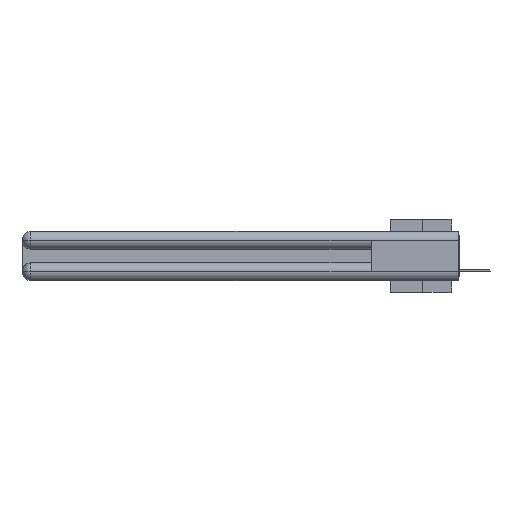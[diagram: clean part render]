
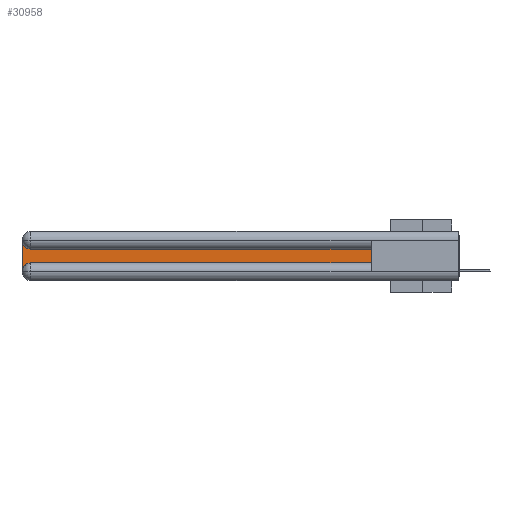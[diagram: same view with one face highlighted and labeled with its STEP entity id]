
A CAD part, left-side view. The second image highlights one B-rep face of the part: STEP entity #30958.
In plain terms, the highlighted planar face has unit normal (-1, 0, 0).
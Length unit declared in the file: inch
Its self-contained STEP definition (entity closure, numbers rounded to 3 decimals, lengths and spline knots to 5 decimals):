
#788 = PLANE ( 'NONE',  #24415 ) ;
#953 = VERTEX_POINT ( 'NONE', #30649 ) ;
#2047 = EDGE_CURVE ( 'NONE', #13904, #21266, #26356, .T. ) ;
#3300 = DIRECTION ( 'NONE',  ( 0., -1., 0. ) ) ;
#3797 = DIRECTION ( 'NONE',  ( 1., 0., 0. ) ) ;
#3989 = FACE_OUTER_BOUND ( 'NONE', #14834, .T. ) ;
#5265 = CARTESIAN_POINT ( 'NONE',  ( 0.075, 3., -0.2175 ) ) ;
#5662 = EDGE_CURVE ( 'NONE', #21266, #16925, #25290, .T. ) ;
#8357 = DIRECTION ( 'NONE',  ( 0., 1., 0. ) ) ;
#10924 = ORIENTED_EDGE ( 'NONE', *, *, #2047, .T. ) ;
#12420 = CIRCLE ( 'NONE', #31054, 0.06 ) ;
#13136 = VERTEX_POINT ( 'NONE', #20965 ) ;
#13904 = VERTEX_POINT ( 'NONE', #19000 ) ;
#14834 = EDGE_LOOP ( 'NONE', ( #20544, #24574, #36349, #30029, #36883, #10924 ) ) ;
#15649 = CARTESIAN_POINT ( 'NONE',  ( 0.075, 2.94, -0.1225 ) ) ;
#15706 = EDGE_CURVE ( 'NONE', #13136, #13904, #31373, .T. ) ;
#16088 = VERTEX_POINT ( 'NONE', #33620 ) ;
#16925 = VERTEX_POINT ( 'NONE', #15649 ) ;
#17772 = CARTESIAN_POINT ( 'NONE',  ( 0.075, 2.94, -0.2775 ) ) ;
#17875 = CARTESIAN_POINT ( 'NONE',  ( 0.075, 0.6, -0.2175 ) ) ;
#18080 = DIRECTION ( 'NONE',  ( 1., 0., 0. ) ) ;
#19000 = CARTESIAN_POINT ( 'NONE',  ( 0.075, 0.6, -0.2175 ) ) ;
#20201 = VECTOR ( 'NONE', #21074, 39.37008 ) ;
#20544 = ORIENTED_EDGE ( 'NONE', *, *, #5662, .T. ) ;
#20965 = CARTESIAN_POINT ( 'NONE',  ( 0.075, 2.94, -0.2175 ) ) ;
#21074 = DIRECTION ( 'NONE',  ( 0., 0., 1. ) ) ;
#21266 = VERTEX_POINT ( 'NONE', #29031 ) ;
#23778 = DIRECTION ( 'NONE',  ( 0., 0., -1. ) ) ;
#24415 = AXIS2_PLACEMENT_3D ( 'NONE', #29984, #3797, #23778 ) ;
#24574 = ORIENTED_EDGE ( 'NONE', *, *, #31299, .T. ) ;
#24762 = CIRCLE ( 'NONE', #35616, 0.06 ) ;
#25290 = LINE ( 'NONE', #28294, #37053 ) ;
#25509 = EDGE_CURVE ( 'NONE', #953, #13136, #24762, .T. ) ;
#26288 = CARTESIAN_POINT ( 'NONE',  ( 0.075, 0.6, -0.2175 ) ) ;
#26311 = EDGE_CURVE ( 'NONE', #16088, #953, #36172, .T. ) ;
#26356 = LINE ( 'NONE', #17875, #20201 ) ;
#26601 = VECTOR ( 'NONE', #28418, 39.37008 ) ;
#28294 = CARTESIAN_POINT ( 'NONE',  ( 0.075, 0.6, -0.1225 ) ) ;
#28418 = DIRECTION ( 'NONE',  ( 0., 0., -1. ) ) ;
#29031 = CARTESIAN_POINT ( 'NONE',  ( 0.075, 0.6, -0.1225 ) ) ;
#29984 = CARTESIAN_POINT ( 'NONE',  ( 0.075, 3., -0.1225 ) ) ;
#30029 = ORIENTED_EDGE ( 'NONE', *, *, #25509, .T. ) ;
#30117 = DIRECTION ( 'NONE',  ( 0., 0., -1. ) ) ;
#30649 = CARTESIAN_POINT ( 'NONE',  ( 0.075, 3., -0.2775 ) ) ;
#30958 = ADVANCED_FACE ( 'NONE', ( #3989 ), #788, .F. ) ;
#31054 = AXIS2_PLACEMENT_3D ( 'NONE', #32408, #18080, #30117 ) ;
#31299 = EDGE_CURVE ( 'NONE', #16925, #16088, #12420, .T. ) ;
#31373 = LINE ( 'NONE', #26288, #34112 ) ;
#31715 = DIRECTION ( 'NONE',  ( 0., 0., -1. ) ) ;
#32408 = CARTESIAN_POINT ( 'NONE',  ( 0.075, 2.94, -0.0625 ) ) ;
#33620 = CARTESIAN_POINT ( 'NONE',  ( 0.075, 3., -0.0625 ) ) ;
#34112 = VECTOR ( 'NONE', #3300, 39.37008 ) ;
#35099 = DIRECTION ( 'NONE',  ( 1., 0., 0. ) ) ;
#35616 = AXIS2_PLACEMENT_3D ( 'NONE', #17772, #35099, #31715 ) ;
#36172 = LINE ( 'NONE', #5265, #26601 ) ;
#36349 = ORIENTED_EDGE ( 'NONE', *, *, #26311, .T. ) ;
#36883 = ORIENTED_EDGE ( 'NONE', *, *, #15706, .T. ) ;
#37053 = VECTOR ( 'NONE', #8357, 39.37008 ) ;
